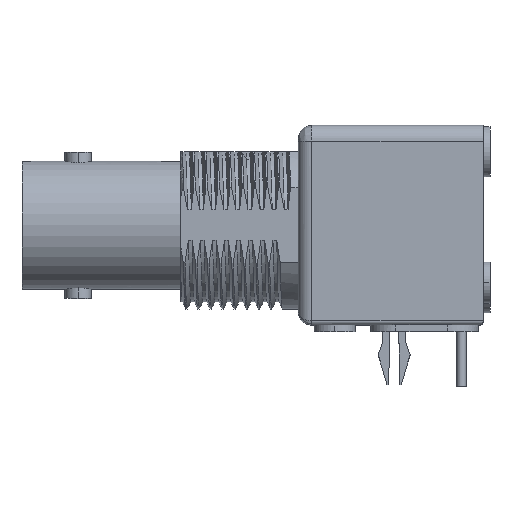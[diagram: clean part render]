
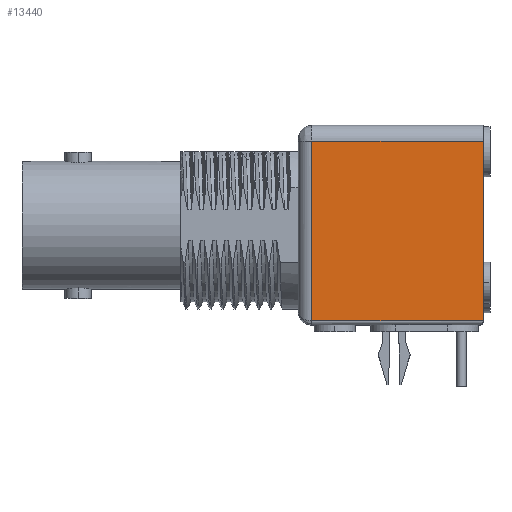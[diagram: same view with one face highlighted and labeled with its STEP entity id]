
A CAD part, top view. The second image highlights one B-rep face of the part: STEP entity #13440.
In plain terms, the highlighted planar face has unit normal (0, 0, 1).
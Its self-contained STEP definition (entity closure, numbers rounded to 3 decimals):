
#330=DIRECTION('',(0.,1.,0.));
#331=VECTOR('',#330,13.606);
#332=CARTESIAN_POINT('',(31.821,-7.25,7.2));
#333=LINE('',#332,#331);
#620=DIRECTION('',(1.,0.,0.));
#621=VECTOR('',#620,12.984);
#622=CARTESIAN_POINT('',(18.837,-7.25,7.2));
#623=LINE('',#622,#621);
#675=DIRECTION('',(0.,-1.,0.));
#676=VECTOR('',#675,13.606);
#677=CARTESIAN_POINT('',(18.837,6.356,7.2));
#678=LINE('',#677,#676);
#786=DIRECTION('',(-1.,0.,0.));
#787=VECTOR('',#786,12.984);
#788=CARTESIAN_POINT('',(31.821,6.356,7.2));
#789=LINE('',#788,#787);
#10760=CARTESIAN_POINT('',(31.821,-7.25,7.2));
#10761=VERTEX_POINT('',#10760);
#10762=CARTESIAN_POINT('',(31.821,6.356,7.2));
#10763=VERTEX_POINT('',#10762);
#10868=CARTESIAN_POINT('',(18.837,-7.25,
7.2));
#10869=VERTEX_POINT('',#10868);
#10873=CARTESIAN_POINT('',(18.837,6.356,7.2));
#10874=VERTEX_POINT('',#10873);
#13427=CARTESIAN_POINT('',(17.821,7.55,7.2));
#13428=DIRECTION('',(0.,0.,1.));
#13429=DIRECTION('',(0.,-1.,0.));
#13430=AXIS2_PLACEMENT_3D('',#13427,#13428,#13429);
#13431=PLANE('',#13430);
#13432=ORIENTED_EDGE('',*,*,#13410,.F.);
#13434=ORIENTED_EDGE('',*,*,#13433,.F.);
#13436=ORIENTED_EDGE('',*,*,#13435,.F.);
#13437=ORIENTED_EDGE('',*,*,#13046,.F.);
#13438=EDGE_LOOP('',(#13432,#13434,#13436,#13437));
#13439=FACE_OUTER_BOUND('',#13438,.F.);
#13440=ADVANCED_FACE('',(#13439),#13431,.T.);
#13046=EDGE_CURVE('',#10761,#10763,#333,.T.);
#13410=EDGE_CURVE('',#10869,#10761,#623,.T.);
#13433=EDGE_CURVE('',#10874,#10869,#678,.T.);
#13435=EDGE_CURVE('',#10763,#10874,#789,.T.);
